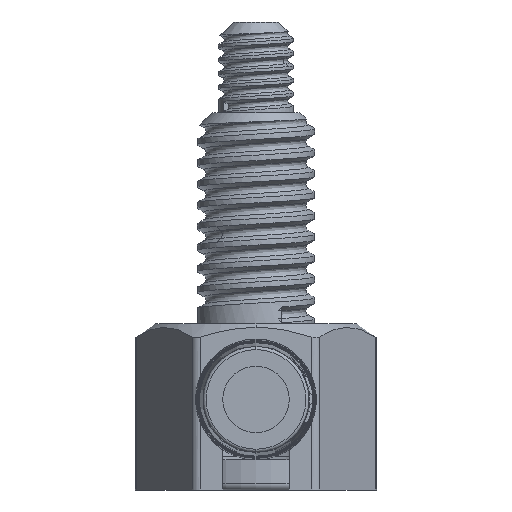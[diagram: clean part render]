
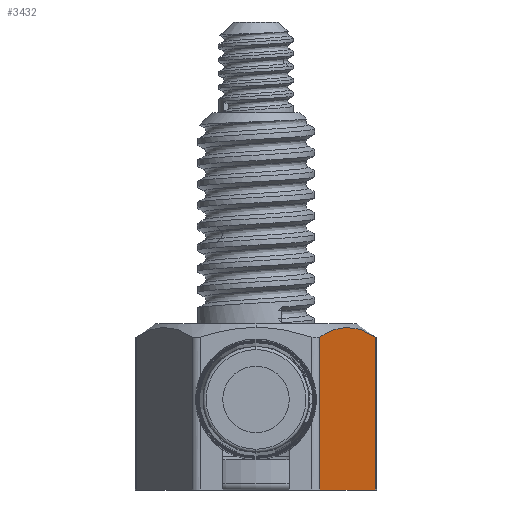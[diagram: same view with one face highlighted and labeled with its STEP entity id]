
A CAD part, front view. The second image highlights one B-rep face of the part: STEP entity #3432.
In plain terms, the highlighted planar face has unit normal (0.866, -0.5, 0).
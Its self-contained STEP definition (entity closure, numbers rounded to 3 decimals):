
#54=DIRECTION('',(0.5,0.866,0.));
#55=VECTOR('',#54,3.695);
#56=CARTESIAN_POINT('',(2.107,-3.35,0.));
#57=LINE('',#56,#55);
#110=CARTESIAN_POINT('',(2.107,-3.35,5.065));
#112=DIRECTION('',(0.,0.,-1.));
#113=VECTOR('',#112,5.065);
#114=CARTESIAN_POINT('',(3.955,-0.15,5.065));
#115=LINE('',#114,#113);
#116=CARTESIAN_POINT('',(3.955,-0.15,5.065));
#117=CARTESIAN_POINT('',(3.882,-0.276,5.112));
#118=CARTESIAN_POINT('',(3.739,-0.524,5.197));
#119=CARTESIAN_POINT('',(3.534,-0.878,5.291));
#120=CARTESIAN_POINT('',(3.332,-1.228,5.354));
#121=CARTESIAN_POINT('',(3.131,-1.576,5.386));
#122=CARTESIAN_POINT('',(2.931,-1.924,5.386));
#123=CARTESIAN_POINT('',(2.73,-2.272,5.354));
#124=CARTESIAN_POINT('',(2.528,-2.622,5.291));
#125=CARTESIAN_POINT('',(2.323,-2.976,5.197));
#126=CARTESIAN_POINT('',(2.18,-3.224,5.112));
#127=CARTESIAN_POINT('',(2.107,-3.35,5.065));
#129=DIRECTION('',(0.,0.,-1.));
#130=VECTOR('',#129,5.065);
#131=CARTESIAN_POINT('',(2.107,-3.35,5.065));
#132=LINE('',#131,#130);
#3226=CARTESIAN_POINT('',(3.955,-0.15,0.));
#3228=VERTEX_POINT('',#3226);
#3229=CARTESIAN_POINT('',(3.955,-0.15,5.065));
#3230=VERTEX_POINT('',#3229);
#3256=CARTESIAN_POINT('',(2.107,-3.35,0.));
#3258=VERTEX_POINT('',#3256);
#3263=VERTEX_POINT('',#110);
#3420=CARTESIAN_POINT('',(2.021,-3.5,0.));
#3421=DIRECTION('',(0.866,-0.5,0.));
#3422=DIRECTION('',(0.5,0.866,0.));
#3423=AXIS2_PLACEMENT_3D('',#3420,#3421,#3422);
#3424=PLANE('',#3423);
#3425=ORIENTED_EDGE('',*,*,#3319,.T.);
#3426=ORIENTED_EDGE('',*,*,#3359,.F.);
#3428=ORIENTED_EDGE('',*,*,#3427,.F.);
#3429=ORIENTED_EDGE('',*,*,#3403,.F.);
#3430=EDGE_LOOP('',(#3425,#3426,#3428,#3429));
#3431=FACE_OUTER_BOUND('',#3430,.F.);
#3432=ADVANCED_FACE('',(#3431),#3424,.T.);
#128=B_SPLINE_CURVE_WITH_KNOTS('',3,(#116,#117,#118,#119,#120,#121,#122,#123,
#124,#125,#126,#127),.UNSPECIFIED.,.F.,.F.,(4,1,1,1,1,1,1,1,1,4),(0.,
0.111,0.222,0.333,0.444,
0.556,0.667,0.778,0.889,1.),
.UNSPECIFIED.);
#3319=EDGE_CURVE('',#3230,#3228,#115,.T.);
#3359=EDGE_CURVE('',#3258,#3228,#57,.T.);
#3403=EDGE_CURVE('',#3230,#3263,#128,.T.);
#3427=EDGE_CURVE('',#3263,#3258,#132,.T.);
